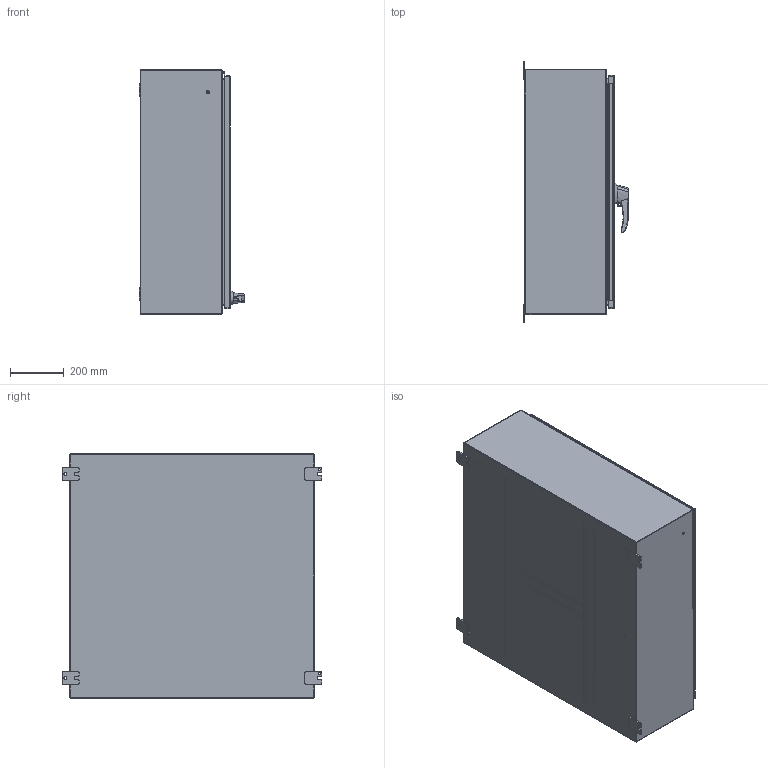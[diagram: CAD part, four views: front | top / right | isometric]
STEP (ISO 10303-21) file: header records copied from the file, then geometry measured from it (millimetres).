
FILE_DESCRIPTION (( 'STEP AP214' ), '1' );
FILE_NAME ('HW363612GYHK.STEP', '2019-08-07T21:00:21', ( '' ), ( '' ), 'SwSTEP 2.0', 'SolidWorks 2018', '' );
FILE_SCHEMA (( 'AUTOMOTIVE_DESIGN' ));
Length unit declared in the file: inch
Products named in the file (1): HW363612GYHK
Bounding box: 394.59 x 971.55 x 914.4 mm (x, y, z)
Volume: 6959382.8 mm3; surface area: 6798574.4 mm2
Topology: 50 solids, 51 shells, 1645 faces, 4159 edges, 2660 vertices
Faces by surface type: plane 781, cylinder 667, bspline 125, cone 72
Entity records: 109171 total; most frequent: CARTESIAN_POINT 48265, ORIENTED_EDGE 8302, DIRECTION 7878, EDGE_CURVE 4151, AXIS2_PLACEMENT_3D 2738, VERTEX_POINT 2660, VECTOR 2402, LINE 2402
